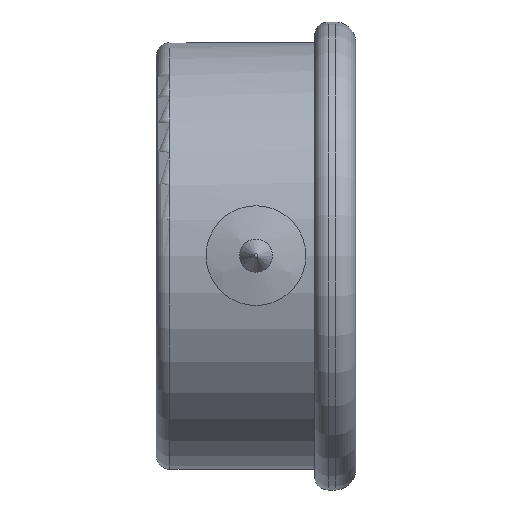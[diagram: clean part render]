
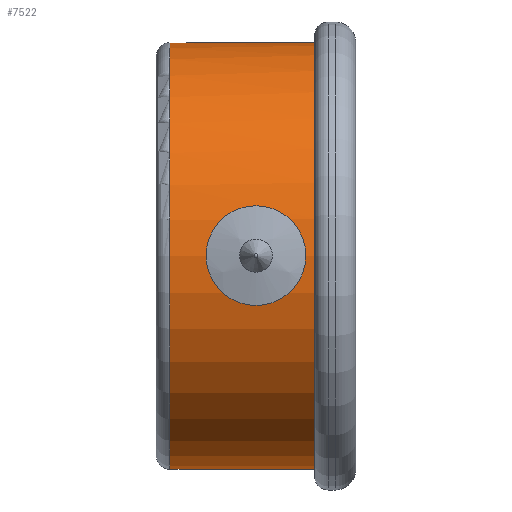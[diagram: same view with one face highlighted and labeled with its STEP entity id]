
A CAD part, top view. The second image highlights one B-rep face of the part: STEP entity #7522.
In plain terms, the highlighted cylindrical face has radius 31 mm (diameter 62 mm), a full revolution.
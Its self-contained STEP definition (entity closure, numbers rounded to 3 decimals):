
#48=B_SPLINE_CURVE_WITH_KNOTS('',3,(#12174,#12175,#12176,#12177,#12178,
#12179),.UNSPECIFIED.,.F.,.F.,(4,2,4),(1.599,1.817,
2.035),.UNSPECIFIED.);
#49=B_SPLINE_CURVE_WITH_KNOTS('',3,(#12183,#12184,#12185,#12186,#12187,
#12188),.UNSPECIFIED.,.F.,.F.,(4,2,4),(2.81,3.028,
3.246),.UNSPECIFIED.);
#50=B_SPLINE_CURVE_WITH_KNOTS('',3,(#12192,#12193,#12194,#12195,#12196,
#12197),.UNSPECIFIED.,.F.,.F.,(4,2,4),(4.022,4.24,
4.458),.UNSPECIFIED.);
#51=B_SPLINE_CURVE_WITH_KNOTS('',3,(#12200,#12201,#12202,#12203,#12204,
#12205),.UNSPECIFIED.,.F.,.F.,(4,2,4),(0.388,0.606,
0.824),.UNSPECIFIED.);
#1382=LINE('',#12172,#2284);
#1383=LINE('',#12181,#2285);
#1384=LINE('',#12199,#2286);
#2284=VECTOR('',#9845,31.);
#2285=VECTOR('',#9846,10.);
#2286=VECTOR('',#9849,10.);
#2328=CYLINDRICAL_SURFACE('',#8014,31.);
#2727=FACE_OUTER_BOUND('',#3208,.T.);
#3208=EDGE_LOOP('',(#7007,#7008,#7009,#7010,#7011,#7012,#7013,#7014,#7015,
#7016,#7017,#7018,#7019));
#3243=CIRCLE('',#7576,31.);
#3302=CIRCLE('',#8009,31.);
#3303=CIRCLE('',#8010,31.);
#3305=CIRCLE('',#8012,31.);
#3307=CIRCLE('',#8015,31.);
#3341=VERTEX_POINT('',#9987);
#3988=VERTEX_POINT('',#12162);
#3989=VERTEX_POINT('',#12163);
#3990=VERTEX_POINT('',#12165);
#3991=VERTEX_POINT('',#12168);
#3992=VERTEX_POINT('',#12173);
#3993=VERTEX_POINT('',#12180);
#3994=VERTEX_POINT('',#12182);
#3995=VERTEX_POINT('',#12189);
#3996=VERTEX_POINT('',#12191);
#3997=VERTEX_POINT('',#12198);
#4036=EDGE_CURVE('',#3341,#3341,#3243,.T.);
#5002=EDGE_CURVE('',#3988,#3989,#3302,.T.);
#5003=EDGE_CURVE('',#3989,#3990,#3303,.T.);
#5005=EDGE_CURVE('',#3990,#3991,#3305,.T.);
#5007=EDGE_CURVE('',#3341,#3989,#1382,.T.);
#5008=EDGE_CURVE('',#3988,#3992,#48,.T.);
#5009=EDGE_CURVE('',#3992,#3993,#1383,.T.);
#5010=EDGE_CURVE('',#3993,#3994,#49,.T.);
#5011=EDGE_CURVE('',#3994,#3995,#3307,.T.);
#5012=EDGE_CURVE('',#3995,#3996,#50,.T.);
#5013=EDGE_CURVE('',#3996,#3997,#1384,.T.);
#5014=EDGE_CURVE('',#3997,#3991,#51,.T.);
#7007=ORIENTED_EDGE('',*,*,#4036,.T.);
#7008=ORIENTED_EDGE('',*,*,#5007,.T.);
#7009=ORIENTED_EDGE('',*,*,#5002,.F.);
#7010=ORIENTED_EDGE('',*,*,#5008,.T.);
#7011=ORIENTED_EDGE('',*,*,#5009,.T.);
#7012=ORIENTED_EDGE('',*,*,#5010,.T.);
#7013=ORIENTED_EDGE('',*,*,#5011,.T.);
#7014=ORIENTED_EDGE('',*,*,#5012,.T.);
#7015=ORIENTED_EDGE('',*,*,#5013,.T.);
#7016=ORIENTED_EDGE('',*,*,#5014,.T.);
#7017=ORIENTED_EDGE('',*,*,#5005,.F.);
#7018=ORIENTED_EDGE('',*,*,#5003,.F.);
#7019=ORIENTED_EDGE('',*,*,#5007,.F.);
#7522=ADVANCED_FACE('',(#2727),#2328,.T.);
#7576=AXIS2_PLACEMENT_3D('',#9988,#8088,#8089);
#8009=AXIS2_PLACEMENT_3D('',#12164,#9833,#9834);
#8010=AXIS2_PLACEMENT_3D('',#12166,#9835,#9836);
#8012=AXIS2_PLACEMENT_3D('',#12169,#9839,#9840);
#8014=AXIS2_PLACEMENT_3D('',#12171,#9843,#9844);
#8015=AXIS2_PLACEMENT_3D('',#12190,#9847,#9848);
#8088=DIRECTION('center_axis',(-1.,0.,0.));
#8089=DIRECTION('ref_axis',(0.,1.,0.));
#9833=DIRECTION('center_axis',(-1.,0.,0.));
#9834=DIRECTION('ref_axis',(0.,-1.,0.));
#9835=DIRECTION('center_axis',(-1.,0.,0.));
#9836=DIRECTION('ref_axis',(0.,-1.,0.));
#9839=DIRECTION('center_axis',(-1.,0.,0.));
#9840=DIRECTION('ref_axis',(0.,-1.,0.));
#9843=DIRECTION('center_axis',(1.,0.,0.));
#9844=DIRECTION('ref_axis',(0.,1.,0.));
#9845=DIRECTION('',(-1.,0.,0.));
#9846=DIRECTION('',(1.,0.,0.));
#9847=DIRECTION('center_axis',(1.,0.,0.));
#9848=DIRECTION('ref_axis',(0.,1.,0.));
#9849=DIRECTION('',(-1.,0.,0.));
#9987=CARTESIAN_POINT('',(23.,-31.,0.));
#9988=CARTESIAN_POINT('Origin',(23.,0.,0.));
#12162=CARTESIAN_POINT('',(2.,-3.873,-30.757));
#12163=CARTESIAN_POINT('',(2.,-31.,0.));
#12164=CARTESIAN_POINT('Origin',(2.,0.,0.));
#12165=CARTESIAN_POINT('',(2.,0.,31.));
#12166=CARTESIAN_POINT('Origin',(2.,0.,0.));
#12168=CARTESIAN_POINT('',(2.,3.873,-30.757));
#12169=CARTESIAN_POINT('Origin',(2.,0.,0.));
#12171=CARTESIAN_POINT('Origin',(0.,0.,0.));
#12172=CARTESIAN_POINT('',(0.,-31.,0.));
#12173=CARTESIAN_POINT('',(5.127,-7.,-30.199));
#12174=CARTESIAN_POINT('Ctrl Pts',(2.,-3.873,-30.757));
#12175=CARTESIAN_POINT('Ctrl Pts',(2.37,-4.541,-30.673));
#12176=CARTESIAN_POINT('Ctrl Pts',(2.834,-5.147,-30.574));
#12177=CARTESIAN_POINT('Ctrl Pts',(3.853,-6.166,-30.385));
#12178=CARTESIAN_POINT('Ctrl Pts',(4.459,-6.63,-30.285));
#12179=CARTESIAN_POINT('Ctrl Pts',(5.127,-7.,-30.199));
#12180=CARTESIAN_POINT('',(12.873,-7.,-30.199));
#12181=CARTESIAN_POINT('',(0.,-7.,-30.199));
#12182=CARTESIAN_POINT('',(16.,-3.873,-30.757));
#12183=CARTESIAN_POINT('Ctrl Pts',(12.873,-7.,-30.199));
#12184=CARTESIAN_POINT('Ctrl Pts',(13.541,-6.63,-30.285));
#12185=CARTESIAN_POINT('Ctrl Pts',(14.147,-6.166,-30.385));
#12186=CARTESIAN_POINT('Ctrl Pts',(15.166,-5.147,-30.574));
#12187=CARTESIAN_POINT('Ctrl Pts',(15.63,-4.541,-30.673));
#12188=CARTESIAN_POINT('Ctrl Pts',(16.,-3.873,-30.757));
#12189=CARTESIAN_POINT('',(16.,3.873,-30.757));
#12190=CARTESIAN_POINT('Origin',(16.,0.,0.));
#12191=CARTESIAN_POINT('',(12.873,7.,-30.199));
#12192=CARTESIAN_POINT('Ctrl Pts',(16.,3.873,-30.757));
#12193=CARTESIAN_POINT('Ctrl Pts',(15.63,4.541,-30.673));
#12194=CARTESIAN_POINT('Ctrl Pts',(15.166,5.147,-30.574));
#12195=CARTESIAN_POINT('Ctrl Pts',(14.147,6.166,-30.385));
#12196=CARTESIAN_POINT('Ctrl Pts',(13.541,6.63,-30.285));
#12197=CARTESIAN_POINT('Ctrl Pts',(12.873,7.,-30.199));
#12198=CARTESIAN_POINT('',(5.127,7.,-30.199));
#12199=CARTESIAN_POINT('',(0.,7.,-30.199));
#12200=CARTESIAN_POINT('Ctrl Pts',(5.127,7.,-30.199));
#12201=CARTESIAN_POINT('Ctrl Pts',(4.459,6.63,-30.285));
#12202=CARTESIAN_POINT('Ctrl Pts',(3.853,6.166,-30.385));
#12203=CARTESIAN_POINT('Ctrl Pts',(2.834,5.147,-30.574));
#12204=CARTESIAN_POINT('Ctrl Pts',(2.37,4.541,-30.673));
#12205=CARTESIAN_POINT('Ctrl Pts',(2.,3.873,-30.757));
